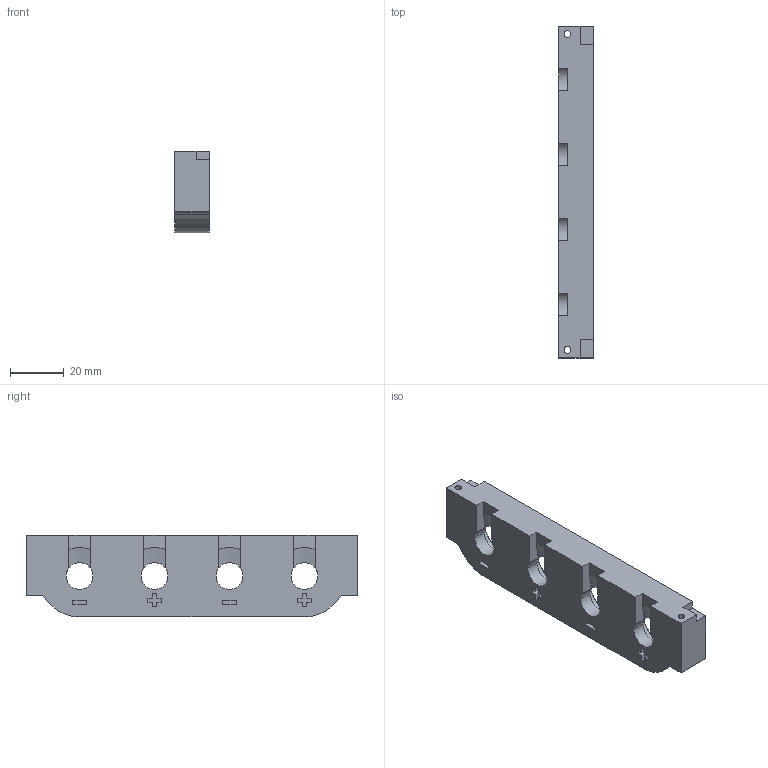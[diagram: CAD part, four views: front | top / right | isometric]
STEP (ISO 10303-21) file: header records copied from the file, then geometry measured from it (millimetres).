
FILE_DESCRIPTION((''),'2;1');
FILE_NAME('05_CELL_HOLDER','2026-02-18T14:51:47',('Samuel'),(''),'CREO PARAMETRIC BY PTC INC, 2023073','CREO PARAMETRIC BY PTC INC, 2023073','');
FILE_SCHEMA(('CONFIG_CONTROL_DESIGN'));
Length unit declared in the file: millimetre
Products named in the file (1): 05_CELL_HOLDER
Bounding box: 13 x 124 x 30.6 mm (x, y, z)
Volume: 25395.6 mm3; surface area: 14320.7 mm2
Topology: 1 solids, 1 shells, 102 faces, 280 edges, 181 vertices
Faces by surface type: plane 66, cylinder 24, cone 12
Entity records: 3310 total; most frequent: CARTESIAN_POINT 611, ORIENTED_EDGE 560, DIRECTION 544, EDGE_CURVE 280, VECTOR 204, LINE 204, VERTEX_POINT 181, AXIS2_PLACEMENT_3D 170
